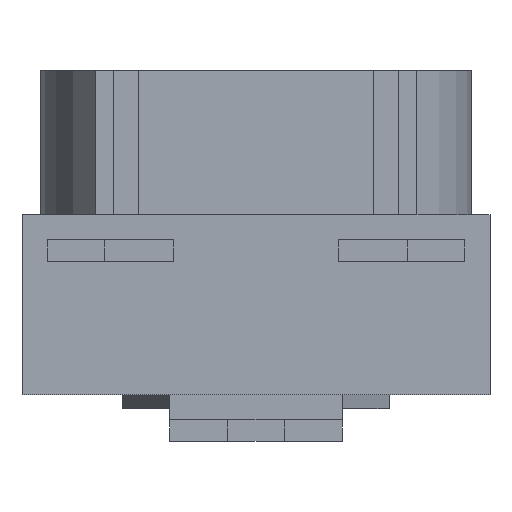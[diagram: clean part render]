
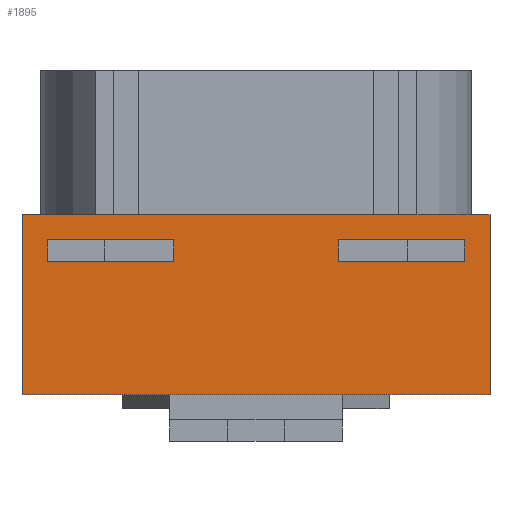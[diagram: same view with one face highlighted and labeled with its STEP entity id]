
A CAD part, front view. The second image highlights one B-rep face of the part: STEP entity #1895.
In plain terms, the highlighted planar face has unit normal (0, -1, 0).
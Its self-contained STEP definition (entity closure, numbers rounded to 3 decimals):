
#90=PLANE('',#2054);
#199=FACE_OUTER_BOUND('',#314,.T.);
#314=EDGE_LOOP('',(#1545,#1546,#1547,#1548));
#481=LINE('',#2907,#709);
#482=LINE('',#2910,#710);
#483=LINE('',#2912,#711);
#484=LINE('',#2913,#712);
#709=VECTOR('',#2366,10.);
#710=VECTOR('',#2369,10.);
#711=VECTOR('',#2370,10.);
#712=VECTOR('',#2371,10.);
#953=VERTEX_POINT('',#2903);
#954=VERTEX_POINT('',#2905);
#955=VERTEX_POINT('',#2909);
#956=VERTEX_POINT('',#2911);
#1170=EDGE_CURVE('',#953,#954,#481,.T.);
#1171=EDGE_CURVE('',#953,#955,#482,.T.);
#1172=EDGE_CURVE('',#956,#954,#483,.T.);
#1173=EDGE_CURVE('',#955,#956,#484,.T.);
#1545=ORIENTED_EDGE('',*,*,#1171,.F.);
#1546=ORIENTED_EDGE('',*,*,#1170,.T.);
#1547=ORIENTED_EDGE('',*,*,#1172,.F.);
#1548=ORIENTED_EDGE('',*,*,#1173,.F.);
#1895=ADVANCED_FACE('',(#199),#90,.T.);
#2054=AXIS2_PLACEMENT_3D('',#2908,#2367,#2368);
#2366=DIRECTION('',(0.,0.,-1.));
#2367=DIRECTION('center_axis',(0.,-1.,0.));
#2368=DIRECTION('ref_axis',(-1.,0.,0.));
#2369=DIRECTION('',(1.,0.,0.));
#2370=DIRECTION('',(-1.,0.,0.));
#2371=DIRECTION('',(0.,0.,-1.));
#2903=CARTESIAN_POINT('',(-3.25,1.,1.75));
#2905=CARTESIAN_POINT('',(-3.25,1.,-0.75));
#2907=CARTESIAN_POINT('',(-3.25,1.,1.75));
#2908=CARTESIAN_POINT('Origin',(3.25,1.,1.75));
#2909=CARTESIAN_POINT('',(3.25,1.,1.75));
#2910=CARTESIAN_POINT('',(-3.25,1.,1.75));
#2911=CARTESIAN_POINT('',(3.25,1.,-0.75));
#2912=CARTESIAN_POINT('',(-3.25,1.,-0.75));
#2913=CARTESIAN_POINT('',(3.25,1.,1.75));
